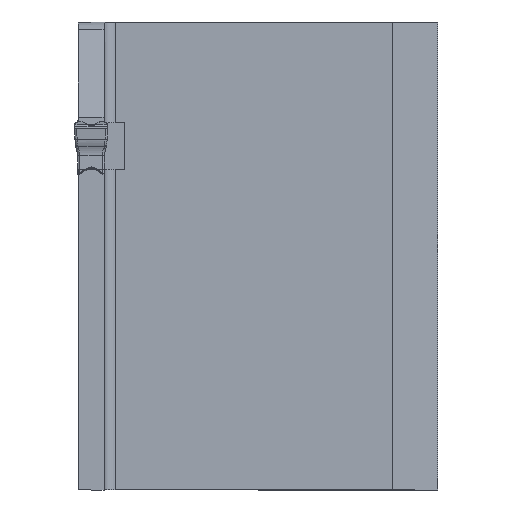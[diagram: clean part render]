
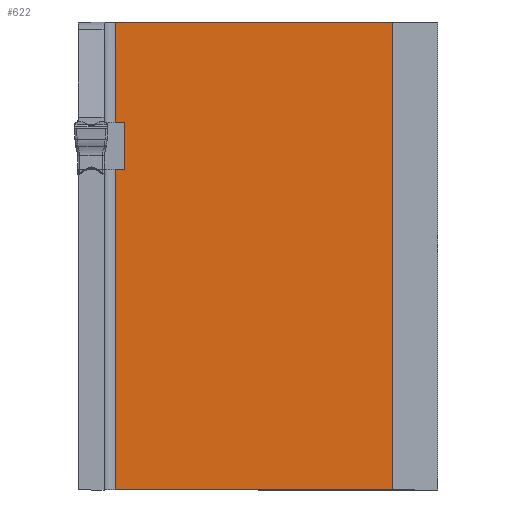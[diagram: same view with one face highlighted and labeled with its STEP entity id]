
A CAD part, front view. The second image highlights one B-rep face of the part: STEP entity #622.
In plain terms, the highlighted planar face has unit normal (0, -1, 0).
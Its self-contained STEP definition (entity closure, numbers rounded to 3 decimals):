
#622=ADVANCED_FACE('',(#936),#878,.F.);
#878=PLANE('',#4266);
#936=FACE_OUTER_BOUND('',#1192,.T.);
#1192=EDGE_LOOP('',(#1568,#1569,#1570,#1571,#1572,#1573,#1574,#1575));
#1568=ORIENTED_EDGE('',*,*,#3260,.T.);
#1569=ORIENTED_EDGE('',*,*,#3261,.T.);
#1570=ORIENTED_EDGE('',*,*,#3262,.T.);
#1571=ORIENTED_EDGE('',*,*,#3263,.T.);
#1572=ORIENTED_EDGE('',*,*,#3264,.T.);
#1573=ORIENTED_EDGE('',*,*,#3265,.T.);
#1574=ORIENTED_EDGE('',*,*,#3266,.T.);
#1575=ORIENTED_EDGE('',*,*,#3267,.T.);
#2864=VERTEX_POINT('',#5228);
#2865=VERTEX_POINT('',#5229);
#2866=VERTEX_POINT('',#5231);
#2867=VERTEX_POINT('',#5233);
#2868=VERTEX_POINT('',#5235);
#2869=VERTEX_POINT('',#5237);
#2870=VERTEX_POINT('',#5239);
#2871=VERTEX_POINT('',#5241);
#3260=EDGE_CURVE('',#2864,#2865,#3906,.T.);
#3261=EDGE_CURVE('',#2865,#2866,#3907,.T.);
#3262=EDGE_CURVE('',#2866,#2867,#3908,.T.);
#3263=EDGE_CURVE('',#2867,#2868,#3909,.T.);
#3264=EDGE_CURVE('',#2868,#2869,#3910,.T.);
#3265=EDGE_CURVE('',#2869,#2870,#3911,.T.);
#3266=EDGE_CURVE('',#2870,#2871,#3912,.T.);
#3267=EDGE_CURVE('',#2871,#2864,#3913,.T.);
#3906=LINE('',#5227,#4088);
#3907=LINE('',#5230,#4089);
#3908=LINE('',#5232,#4090);
#3909=LINE('',#5234,#4091);
#3910=LINE('',#5236,#4092);
#3911=LINE('',#5238,#4093);
#3912=LINE('',#5240,#4094);
#3913=LINE('',#5242,#4095);
#4088=VECTOR('',#4533,1.);
#4089=VECTOR('',#4534,1.);
#4090=VECTOR('',#4535,1.);
#4091=VECTOR('',#4536,1.);
#4092=VECTOR('',#4537,1.);
#4093=VECTOR('',#4538,1.);
#4094=VECTOR('',#4539,1.);
#4095=VECTOR('',#4540,1.);
#4266=AXIS2_PLACEMENT_3D('',#5243,#4541,#4542);
#4533=DIRECTION('',(-1.,0.,0.));
#4534=DIRECTION('',(0.,0.,-1.));
#4535=DIRECTION('',(1.,0.,0.));
#4536=DIRECTION('',(0.,0.,1.));
#4537=DIRECTION('',(-1.,0.,0.));
#4538=DIRECTION('',(0.,0.,-1.));
#4539=DIRECTION('',(1.,0.,0.));
#4540=DIRECTION('',(0.,0.,-1.));
#4541=DIRECTION('',(0.,1.,0.));
#4542=DIRECTION('',(0.,0.,1.));
#5227=CARTESIAN_POINT('',(0.,-129.,28.44));
#5228=CARTESIAN_POINT('',(-27.75,-129.,28.44));
#5229=CARTESIAN_POINT('',(-28.6,-129.,28.44));
#5230=CARTESIAN_POINT('',(-28.6,-129.,0.));
#5231=CARTESIAN_POINT('',(-28.6,-129.,0.));
#5232=CARTESIAN_POINT('',(-50.,-129.,0.));
#5233=CARTESIAN_POINT('',(-4.,-129.,0.));
#5234=CARTESIAN_POINT('',(-4.,-129.,50.));
#5235=CARTESIAN_POINT('',(-4.,-129.,41.492));
#5236=CARTESIAN_POINT('',(-28.6,-129.,41.492));
#5237=CARTESIAN_POINT('',(-28.6,-129.,41.492));
#5238=CARTESIAN_POINT('',(-28.6,-129.,32.557));
#5239=CARTESIAN_POINT('',(-28.6,-129.,32.557));
#5240=CARTESIAN_POINT('',(-36.75,-129.,32.557));
#5241=CARTESIAN_POINT('',(-27.75,-129.,32.557));
#5242=CARTESIAN_POINT('',(-27.75,-129.,50.));
#5243=CARTESIAN_POINT('',(0.,-129.,50.));
